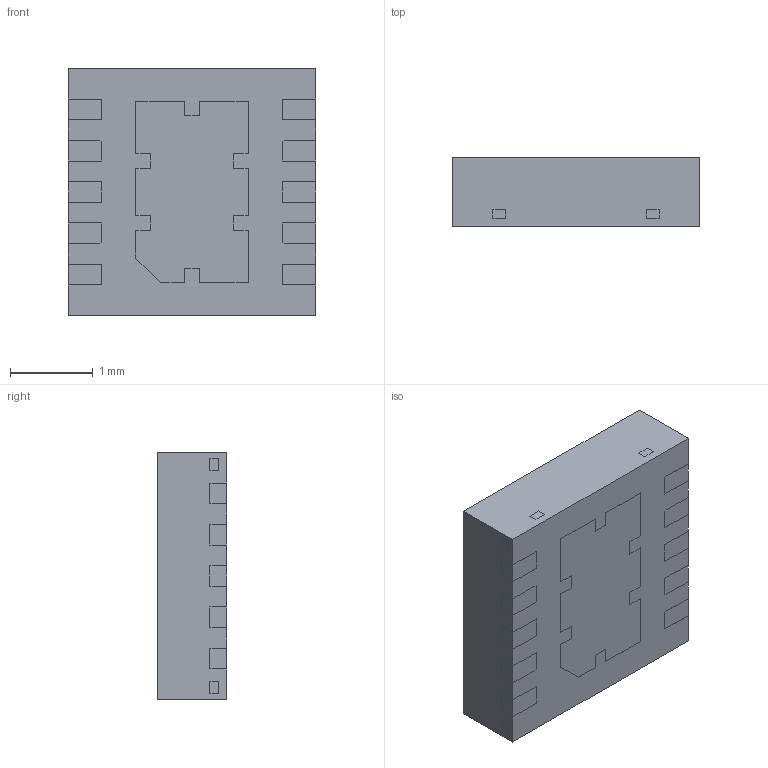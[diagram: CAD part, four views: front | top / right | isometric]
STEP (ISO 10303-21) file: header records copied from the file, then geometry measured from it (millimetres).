
FILE_DESCRIPTION (( 'STEP AP214' ), '1' );
FILE_NAME ('3x3_10_5.STEP', '2013-08-10T19:34:18', ( 'sw2011vm-Admin' ), ( '' ), 'SwSTEP 2.0', 'SolidWorks 2012', '' );
FILE_SCHEMA (( 'AUTOMOTIVE_DESIGN' ));
Length unit declared in the file: millimetre
Products named in the file (1): 3x3_10_5
Bounding box: 3 x 0.84 x 3 mm (x, y, z)
Volume: 3.3 mm3; surface area: 68 mm2
Topology: 34 solids, 34 shells, 683 faces, 1893 edges, 1250 vertices
Faces by surface type: plane 683
Entity records: 21794 total; most frequent: CARTESIAN_POINT 3827, ORIENTED_EDGE 3786, DIRECTION 3261, EDGE_CURVE 1893, LINE 1893, VECTOR 1893, VERTEX_POINT 1250, EDGE_LOOP 693
